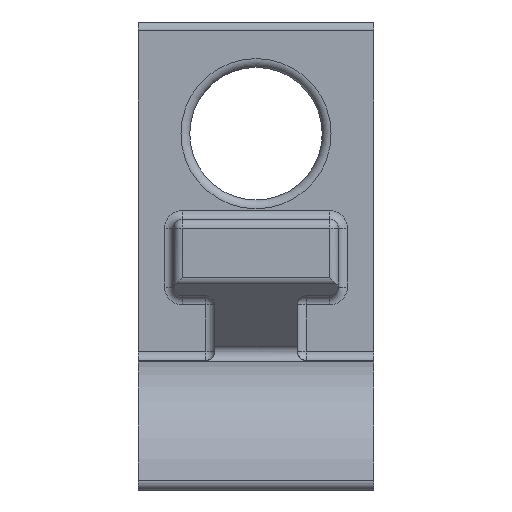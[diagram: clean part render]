
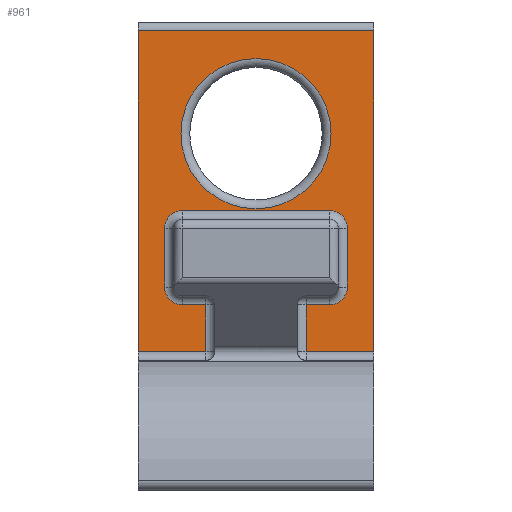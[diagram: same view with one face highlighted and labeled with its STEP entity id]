
A CAD part, front view. The second image highlights one B-rep face of the part: STEP entity #961.
In plain terms, the highlighted planar face has unit normal (0, -1, 0).
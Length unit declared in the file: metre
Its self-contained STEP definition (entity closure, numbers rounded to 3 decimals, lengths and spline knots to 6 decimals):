
#89=CIRCLE('',#1058,0.00255);
#90=CIRCLE('',#1059,0.0006);
#91=CIRCLE('',#1060,0.0006);
#92=CIRCLE('',#1061,0.0006);
#93=CIRCLE('',#1062,0.0006);
#177=ORIENTED_EDGE('',*,*,#462,.T.);
#178=ORIENTED_EDGE('',*,*,#463,.T.);
#179=ORIENTED_EDGE('',*,*,#464,.T.);
#180=ORIENTED_EDGE('',*,*,#437,.T.);
#181=ORIENTED_EDGE('',*,*,#465,.T.);
#182=ORIENTED_EDGE('',*,*,#446,.F.);
#183=ORIENTED_EDGE('',*,*,#466,.T.);
#184=ORIENTED_EDGE('',*,*,#467,.T.);
#185=ORIENTED_EDGE('',*,*,#468,.T.);
#186=ORIENTED_EDGE('',*,*,#469,.T.);
#187=ORIENTED_EDGE('',*,*,#470,.T.);
#188=ORIENTED_EDGE('',*,*,#471,.T.);
#189=ORIENTED_EDGE('',*,*,#472,.T.);
#190=ORIENTED_EDGE('',*,*,#473,.T.);
#191=ORIENTED_EDGE('',*,*,#474,.T.);
#192=ORIENTED_EDGE('',*,*,#475,.T.);
#193=ORIENTED_EDGE('',*,*,#476,.T.);
#437=EDGE_CURVE('',#583,#582,#664,.T.);
#446=EDGE_CURVE('',#590,#591,#667,.T.);
#462=EDGE_CURVE('',#602,#602,#89,.T.);
#463=EDGE_CURVE('',#603,#604,#675,.F.);
#464=EDGE_CURVE('',#604,#583,#676,.T.);
#465=EDGE_CURVE('',#582,#591,#677,.F.);
#466=EDGE_CURVE('',#590,#605,#678,.T.);
#467=EDGE_CURVE('',#605,#606,#679,.T.);
#468=EDGE_CURVE('',#606,#607,#680,.T.);
#469=EDGE_CURVE('',#607,#608,#90,.T.);
#470=EDGE_CURVE('',#608,#609,#681,.T.);
#471=EDGE_CURVE('',#609,#610,#91,.T.);
#472=EDGE_CURVE('',#610,#611,#682,.F.);
#473=EDGE_CURVE('',#611,#612,#92,.T.);
#474=EDGE_CURVE('',#612,#613,#683,.F.);
#475=EDGE_CURVE('',#613,#614,#93,.T.);
#476=EDGE_CURVE('',#614,#603,#684,.T.);
#582=VERTEX_POINT('',#1540);
#583=VERTEX_POINT('',#1542);
#590=VERTEX_POINT('',#1558);
#591=VERTEX_POINT('',#1560);
#602=VERTEX_POINT('',#1591);
#603=VERTEX_POINT('',#1593);
#604=VERTEX_POINT('',#1594);
#605=VERTEX_POINT('',#1598);
#606=VERTEX_POINT('',#1600);
#607=VERTEX_POINT('',#1602);
#608=VERTEX_POINT('',#1604);
#609=VERTEX_POINT('',#1606);
#610=VERTEX_POINT('',#1608);
#611=VERTEX_POINT('',#1610);
#612=VERTEX_POINT('',#1612);
#613=VERTEX_POINT('',#1614);
#614=VERTEX_POINT('',#1616);
#664=LINE('',#1541,#737);
#667=LINE('',#1559,#740);
#675=LINE('',#1592,#748);
#676=LINE('',#1595,#749);
#677=LINE('',#1596,#750);
#678=LINE('',#1597,#751);
#679=LINE('',#1599,#752);
#680=LINE('',#1601,#753);
#681=LINE('',#1605,#754);
#682=LINE('',#1609,#755);
#683=LINE('',#1613,#756);
#684=LINE('',#1617,#757);
#737=VECTOR('',#1195,1.);
#740=VECTOR('',#1212,1.);
#748=VECTOR('',#1246,1.);
#749=VECTOR('',#1247,1.);
#750=VECTOR('',#1248,1.);
#751=VECTOR('',#1249,1.);
#752=VECTOR('',#1250,1.);
#753=VECTOR('',#1251,1.);
#754=VECTOR('',#1254,1.);
#755=VECTOR('',#1257,1.);
#756=VECTOR('',#1260,1.);
#757=VECTOR('',#1263,1.);
#808=EDGE_LOOP('',(#177));
#809=EDGE_LOOP('',(#178,#179,#180,#181,#182,#183,#184,#185,#186,#187,#188,
#189,#190,#191,#192,#193));
#877=FACE_BOUND('',#808,.T.);
#878=FACE_BOUND('',#809,.T.);
#942=PLANE('',#1057);
#961=ADVANCED_FACE('',(#877,#878),#942,.F.);
#1057=AXIS2_PLACEMENT_3D('',#1589,#1242,#1243);
#1058=AXIS2_PLACEMENT_3D('',#1590,#1244,#1245);
#1059=AXIS2_PLACEMENT_3D('',#1603,#1252,#1253);
#1060=AXIS2_PLACEMENT_3D('',#1607,#1255,#1256);
#1061=AXIS2_PLACEMENT_3D('',#1611,#1258,#1259);
#1062=AXIS2_PLACEMENT_3D('',#1615,#1261,#1262);
#1195=DIRECTION('',(0.,0.,1.));
#1212=DIRECTION('',(0.,0.,1.));
#1242=DIRECTION('',(0.,1.,0.));
#1243=DIRECTION('',(-1.,0.,0.));
#1244=DIRECTION('',(0.,1.,0.));
#1245=DIRECTION('',(0.,0.,1.));
#1246=DIRECTION('',(0.,0.,1.));
#1247=DIRECTION('',(1.,0.,0.));
#1248=DIRECTION('',(1.,0.,0.));
#1249=DIRECTION('',(1.,0.,0.));
#1250=DIRECTION('',(0.,0.,1.));
#1251=DIRECTION('',(-1.,0.,0.));
#1252=DIRECTION('',(0.,1.,0.));
#1253=DIRECTION('',(0.,0.,1.));
#1254=DIRECTION('',(0.,0.,1.));
#1255=DIRECTION('',(0.,1.,0.));
#1256=DIRECTION('',(0.,0.,1.));
#1257=DIRECTION('',(-1.,0.,0.));
#1258=DIRECTION('',(0.,1.,0.));
#1259=DIRECTION('',(0.,0.,1.));
#1260=DIRECTION('',(0.,0.,1.));
#1261=DIRECTION('',(0.,1.,0.));
#1262=DIRECTION('',(0.,0.,1.));
#1263=DIRECTION('',(-1.,0.,0.));
#1540=CARTESIAN_POINT('',(0.054,0.009,-0.002625));
#1541=CARTESIAN_POINT('',(0.054,0.009,-0.002873));
#1542=CARTESIAN_POINT('',(0.054,0.009,-0.013518));
#1558=CARTESIAN_POINT('',(0.046,0.009,-0.013518));
#1559=CARTESIAN_POINT('',(0.046,0.009,-0.003121));
#1560=CARTESIAN_POINT('',(0.046,0.009,-0.002625));
#1589=CARTESIAN_POINT('',(0.0761,0.009,-0.009073));
#1590=CARTESIAN_POINT('',(0.05,0.009,-0.006118));
#1591=CARTESIAN_POINT('',(0.05,0.009,-0.003568));
#1592=CARTESIAN_POINT('',(0.0517,0.009,-0.009073));
#1593=CARTESIAN_POINT('',(0.0517,0.009,-0.011927));
#1594=CARTESIAN_POINT('',(0.0517,0.009,-0.013518));
#1595=CARTESIAN_POINT('',(0.054,0.009,-0.013518));
#1596=CARTESIAN_POINT('',(0.046,0.009,-0.002625));
#1597=CARTESIAN_POINT('',(0.0483,0.009,-0.013518));
#1598=CARTESIAN_POINT('',(0.0483,0.009,-0.013518));
#1599=CARTESIAN_POINT('',(0.0483,0.009,-0.011927));
#1600=CARTESIAN_POINT('',(0.0483,0.009,-0.011927));
#1601=CARTESIAN_POINT('',(0.0475,0.009,-0.011927));
#1602=CARTESIAN_POINT('',(0.0475,0.009,-0.011927));
#1603=CARTESIAN_POINT('',(0.0475,0.009,-0.011327));
#1604=CARTESIAN_POINT('',(0.0469,0.009,-0.011327));
#1605=CARTESIAN_POINT('',(0.0469,0.009,-0.009327));
#1606=CARTESIAN_POINT('',(0.0469,0.009,-0.009327));
#1607=CARTESIAN_POINT('',(0.0475,0.009,-0.009327));
#1608=CARTESIAN_POINT('',(0.0475,0.009,-0.008727));
#1609=CARTESIAN_POINT('',(0.0761,0.009,-0.008727));
#1610=CARTESIAN_POINT('',(0.0525,0.009,-0.008727));
#1611=CARTESIAN_POINT('',(0.0525,0.009,-0.009327));
#1612=CARTESIAN_POINT('',(0.0531,0.009,-0.009327));
#1613=CARTESIAN_POINT('',(0.0531,0.009,-0.009073));
#1614=CARTESIAN_POINT('',(0.0531,0.009,-0.011327));
#1615=CARTESIAN_POINT('',(0.0525,0.009,-0.011327));
#1616=CARTESIAN_POINT('',(0.0525,0.009,-0.011927));
#1617=CARTESIAN_POINT('',(0.0517,0.009,-0.011927));
